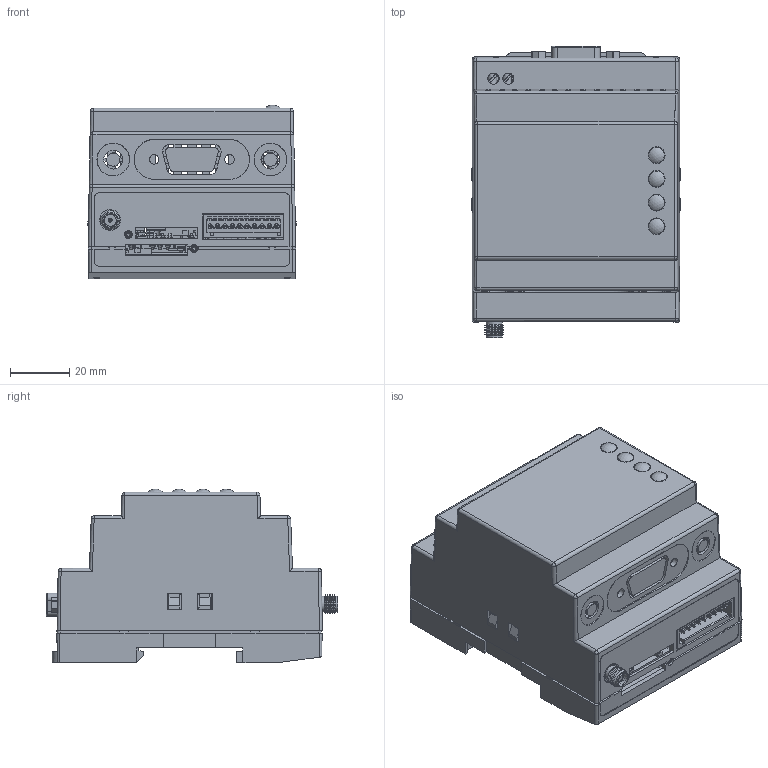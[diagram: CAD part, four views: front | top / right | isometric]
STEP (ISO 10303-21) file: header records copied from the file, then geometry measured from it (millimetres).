
FILE_DESCRIPTION (( 'STEP AP214' ), '1' );
FILE_NAME ('C00154_030316.STEP', '2017-10-05T10:59:08', ( 'admin' ), ( '' ), 'SwSTEP 2.0', 'SolidWorks 2014', '' );
FILE_SCHEMA (( 'AUTOMOTIVE_DESIGN' ));
Length unit declared in the file: millimetre
Products named in the file (1): C00154_030316
Bounding box: 70.3 x 98.43 x 58.51 mm (x, y, z)
Volume: 78172.6 mm3; surface area: 90211.7 mm2
Topology: 35 solids, 35 shells, 4109 faces, 11269 edges, 7179 vertices
Faces by surface type: plane 3126, cylinder 716, bspline 157, cone 101, torus 5, sphere 4
Full cylindrical faces by diameter (mm): 0.457 x1, 0.65 x2, 0.75 x2, 0.9 x1, 0.96 x1, 1 x10, 1.143 x9, 1.2 x12, 1.27 x2, 1.3 x12, 1.35 x2, 1.54 x5, 1.6 x9, 2.261 x2, 2.286 x4, 2.6 x1, 2.9 x1, 3 x2, 3.048 x4, 3.2 x2, 3.5 x2, 3.8 x2, 3.9 x2, 4.05 x2, 4.08 x2, 4.1 x6, 4.5 x2, 4.63 x1, 5.3 x4, 5.35 x2
Entity records: 183726 total; most frequent: CARTESIAN_POINT 34975, ORIENTED_EDGE 21972, DIRECTION 20136, EDGE_CURVE 10986, VECTOR 9068, LINE 9068, VERTEX_POINT 7138, AXIS2_PLACEMENT_3D 5534
